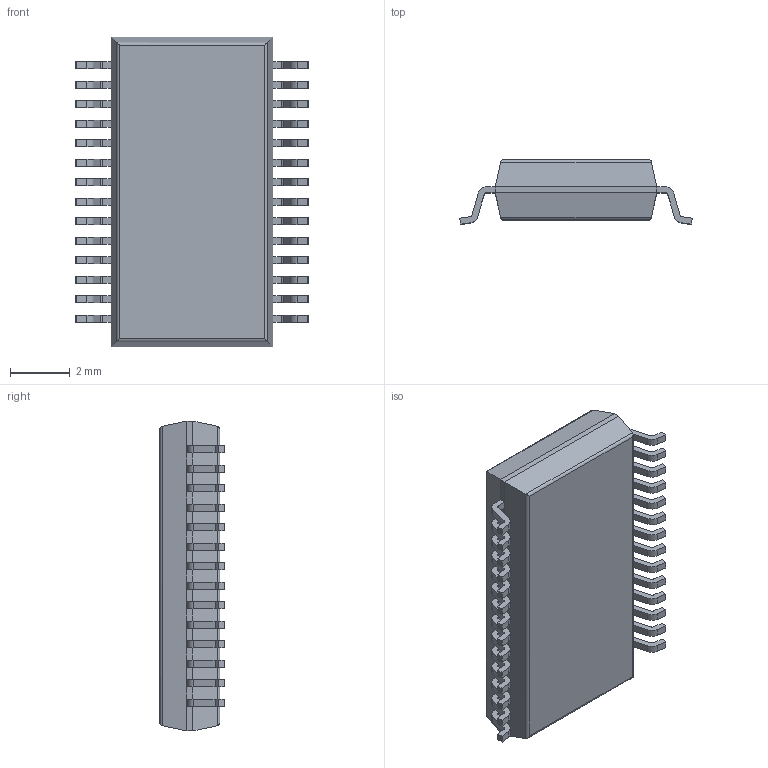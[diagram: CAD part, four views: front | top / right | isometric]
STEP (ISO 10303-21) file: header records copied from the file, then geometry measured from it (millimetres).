
FILE_DESCRIPTION (( 'STEP AP214' ), '1' );
FILE_NAME ('User Library-SSOP-28-FT232RL.STEP', '2013-05-03T10:40:29', ( 'Windows User' ), ( '' ), 'SwSTEP 2.0', 'SolidWorks 2013', '' );
FILE_SCHEMA (( 'AUTOMOTIVE_DESIGN' ));
Length unit declared in the file: millimetre
Products named in the file (1): User Library-SSOP-28-FT232RL
Bounding box: 7.76 x 2.16 x 10.33 mm (x, y, z)
Volume: 108.3 mm3; surface area: 227.1 mm2
Topology: 33 solids, 33 shells, 862 faces, 2257 edges, 1462 vertices
Faces by surface type: plane 648, cylinder 122, bspline 92
Entity records: 36353 total; most frequent: CARTESIAN_POINT 5802, ORIENTED_EDGE 4514, DIRECTION 3835, EDGE_CURVE 2257, LINE 1837, VECTOR 1837, VERTEX_POINT 1462, AXIS2_PLACEMENT_3D 999
